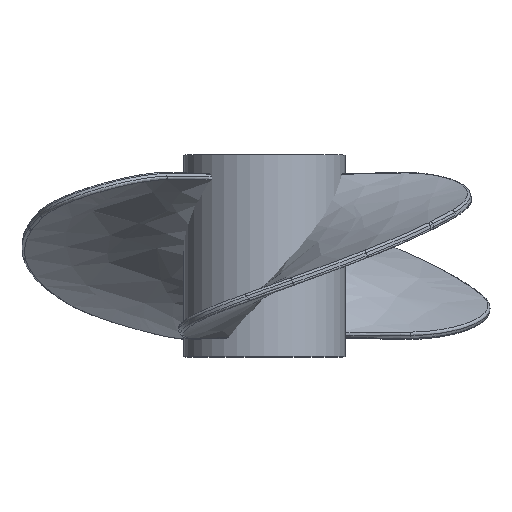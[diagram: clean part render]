
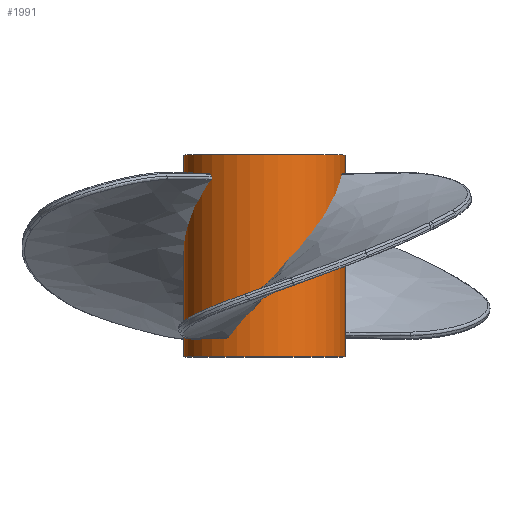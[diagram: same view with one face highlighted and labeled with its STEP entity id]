
A CAD part, top view. The second image highlights one B-rep face of the part: STEP entity #1991.
In plain terms, the highlighted cylindrical face has radius 100 mm (diameter 200 mm), a full revolution.
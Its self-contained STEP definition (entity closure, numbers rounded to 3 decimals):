
#132=CYLINDRICAL_SURFACE('',#2158,100.);
#160=LINE('',#2675,#221);
#221=VECTOR('',#2325,100.);
#290=FACE_OUTER_BOUND('',#419,.T.);
#419=EDGE_LOOP('',(#1428,#1429,#1430,#1431));
#544=CIRCLE('',#2147,100.);
#549=CIRCLE('',#2157,100.);
#825=VERTEX_POINT('',#2659);
#827=VERTEX_POINT('',#2672);
#1045=EDGE_CURVE('',#825,#825,#544,.T.);
#1051=EDGE_CURVE('',#827,#827,#549,.T.);
#1052=EDGE_CURVE('',#827,#825,#160,.T.);
#1428=ORIENTED_EDGE('',*,*,#1051,.F.);
#1429=ORIENTED_EDGE('',*,*,#1052,.T.);
#1430=ORIENTED_EDGE('',*,*,#1045,.T.);
#1431=ORIENTED_EDGE('',*,*,#1052,.F.);
#1991=ADVANCED_FACE('',(#290),#132,.T.);
#2147=AXIS2_PLACEMENT_3D('',#2660,#2300,#2301);
#2157=AXIS2_PLACEMENT_3D('',#2673,#2321,#2322);
#2158=AXIS2_PLACEMENT_3D('',#2674,#2323,#2324);
#2300=DIRECTION('center_axis',(0.,1.,0.));
#2301=DIRECTION('ref_axis',(1.,0.,0.));
#2321=DIRECTION('center_axis',(0.,1.,0.));
#2322=DIRECTION('ref_axis',(1.,0.,0.));
#2323=DIRECTION('center_axis',(0.,1.,0.));
#2324=DIRECTION('ref_axis',(1.,0.,0.));
#2325=DIRECTION('',(0.,-1.,0.));
#2659=CARTESIAN_POINT('',(-100.,-25.,0.));
#2660=CARTESIAN_POINT('Origin',(0.,-25.,0.));
#2672=CARTESIAN_POINT('',(-100.,225.,0.));
#2673=CARTESIAN_POINT('Origin',(0.,225.,0.));
#2674=CARTESIAN_POINT('Origin',(0.,-25.,0.));
#2675=CARTESIAN_POINT('',(-100.,-25.,0.));
